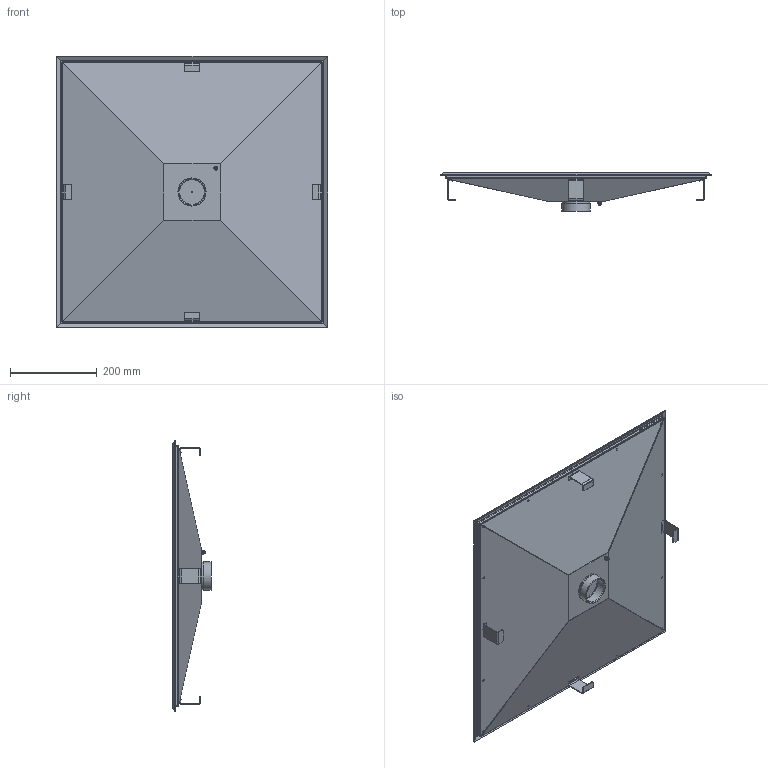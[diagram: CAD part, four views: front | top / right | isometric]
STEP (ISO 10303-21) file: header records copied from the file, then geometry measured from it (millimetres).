
FILE_DESCRIPTION (( 'STEP AP203' ), '1' );
FILE_NAME ('ÏÀ.60.1.000.00.000ÑÁ - Ïëàòî àýðîìàññàæíîå 400õ400 ïëèòêà.STEP', '2025-12-10T09:29:25', ( '' ), ( '' ), 'SwSTEP 2.0', 'SolidWorks 2022', '' );
FILE_SCHEMA (( 'CONFIG_CONTROL_DESIGN' ));
Length unit declared in the file: millimetre
Products named in the file (14): СК20.1.001.01.001 - Муфта G_2; Шайба 4 А2 DIN127; ПА.60.1.000.00.000СБ - Плато аэромассажное 400х400 плитка; ПА.60.1.000.00.001 - Крышка; Винт M6x14 А2 DIN 7991; Шайба 4,3 А2 DIN125; Гайка M4 А2 DIN934; ПА.60.1.001.00.002 - Фланец резьбовой; ПА.60.1.001.00.001 - Ребро; ПА.30.1.001.00.001 - Основание; ПА.60.1.001.00.000СБ - Корпус; ПС.30.PAR56.001.00.003 - Ножка_ПС.30.PAR56.001.00.003-01; Болт M4x8 А2 DIN933; ПА.60.1.000.00.002 - Уплотнение
Assembly tree (35 placements, depth 3):
  ПА.60.1.000.00.000СБ - Плато аэромассажное 400х400 плитка
    ПА.60.1.001.00.000СБ - Корпус
      ПА.60.1.001.00.002 - Фланец резьбовой
      ПА.60.1.001.00.001 - Ребро  x4
      ПА.30.1.001.00.001 - Основание
      СК20.1.001.01.001 - Муфта G_2
      Болт M4x8 А2 DIN933
      ПС.30.PAR56.001.00.003 - Ножка_ПС.30.PAR56.001.00.003-01  x4
    ПА.60.1.000.00.002 - Уплотнение
    ПА.60.1.000.00.001 - Крышка
    Гайка M4 А2 DIN934
    Шайба 4 А2 DIN127
    Шайба 4,3 А2 DIN125  x2
    Винт M6x14 А2 DIN 7991  x16
Bounding box: 626.52 x 89.01 x 626.52 mm (x, y, z)
Volume: 1410680.1 mm3; surface area: 1905340.3 mm2
Topology: 34 solids, 34 shells, 813 faces, 2032 edges, 1291 vertices
Faces by surface type: plane 414, cylinder 276, cone 91, bspline 16, torus 16
Full cylindrical faces by diameter (mm): 3.2 x121, 3.3 x1, 4 x1, 4.02 x16, 4.3 x2, 5 x16, 6 x16, 6.5 x16, 7 x16, 9 x2, 11.57 x16, 57 x1, 59.7 x1, 63 x1, 63.5 x1, 63.8 x1, 65 x2
Entity records: 13440 total; most frequent: CARTESIAN_POINT 2215, DIRECTION 1928, ORIENTED_EDGE 1438, EDGE_LOOP 958, AXIS2_PLACEMENT_3D 848, EDGE_CURVE 719, VERTEX_POINT 591, FACE_OUTER_BOUND 564
